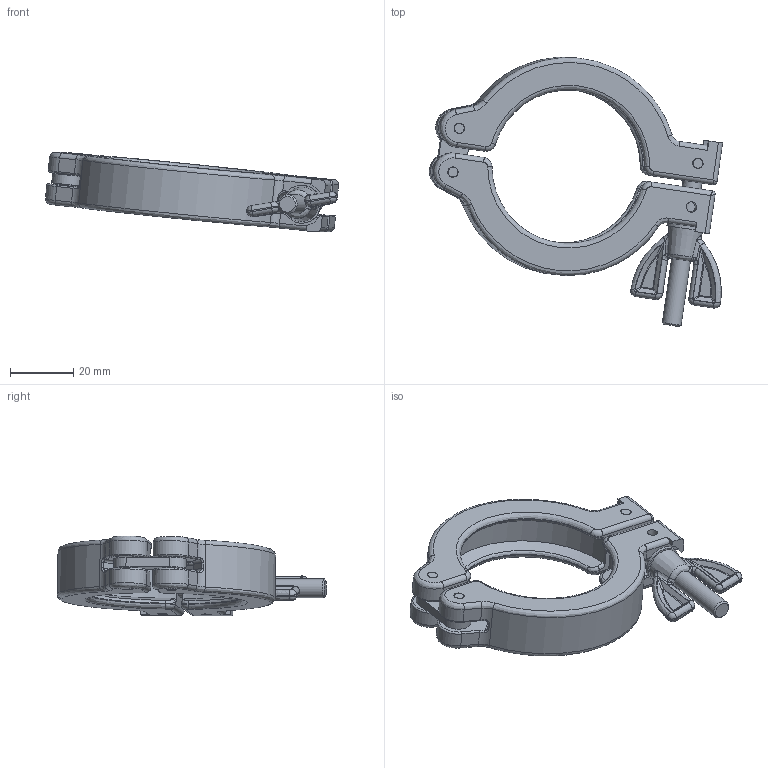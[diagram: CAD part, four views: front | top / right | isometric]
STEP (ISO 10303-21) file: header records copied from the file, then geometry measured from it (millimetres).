
FILE_DESCRIPTION (( 'STEP AP214' ), '1' );
FILE_NAME ('FULLVAC CA1KF40.STEP', '2019-03-26T14:43:26', ( '' ), ( '' ), 'SwSTEP 2.0', 'SolidWorks 2017', '' );
FILE_SCHEMA (( 'AUTOMOTIVE_DESIGN' ));
Length unit declared in the file: millimetre
Products named in the file (7): 5^FULLVAC CA1KF40; 4^FULLVAC CA1KF40; 2^FULLVAC CA1KF40; FULLVAC CA1KF40; 3^FULLVAC CA1KF40; 6^FULLVAC CA1KF40; 1^FULLVAC CA1KF40
Assembly tree (9 placements, depth 2):
  FULLVAC CA1KF40
    1^FULLVAC CA1KF40  x2
    2^FULLVAC CA1KF40
    3^FULLVAC CA1KF40
    4^FULLVAC CA1KF40
    5^FULLVAC CA1KF40
    6^FULLVAC CA1KF40  x3
Bounding box: 92.84 x 85.22 x 25.27 mm (x, y, z)
Volume: 30729.8 mm3; surface area: 18152.9 mm2
Topology: 9 solids, 9 shells, 349 faces, 855 edges, 507 vertices
Faces by surface type: cylinder 124, bspline 124, plane 78, torus 16, cone 7
Full cylindrical faces by diameter (mm): 3.1 x3, 3.3 x8, 3.5 x3, 4.917 x1, 6 x1, 6.6 x1, 12 x1
Entity records: 13192 total; most frequent: CARTESIAN_POINT 5559, ORIENTED_EDGE 1064, DIRECTION 795, EDGE_CURVE 532, VERTEX_POINT 321, AXIS2_PLACEMENT_3D 317, EDGE_LOOP 279, UNCERTAINTY_MEASURE_WITH_UNIT 261
